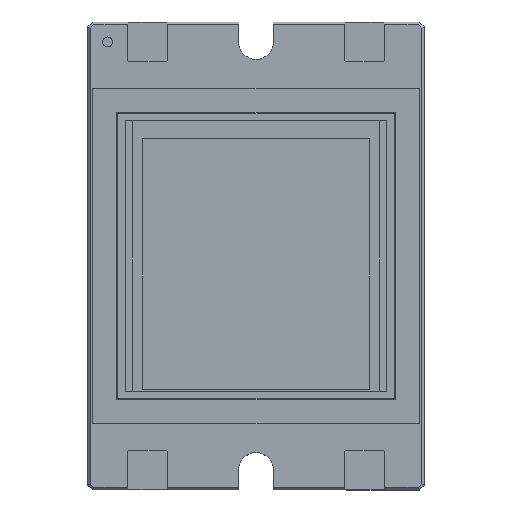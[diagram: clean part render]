
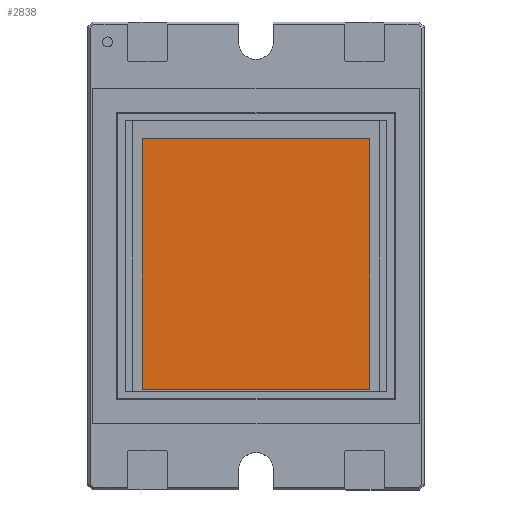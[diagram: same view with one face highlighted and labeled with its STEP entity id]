
A CAD part, top view. The second image highlights one B-rep face of the part: STEP entity #2838.
In plain terms, the highlighted planar face has unit normal (0, 0, 1).
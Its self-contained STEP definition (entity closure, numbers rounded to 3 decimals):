
#2708=CARTESIAN_POINT('',(-11.4,11.8,1.75));
#2709=VERTEX_POINT('',#2708);
#2710=CARTESIAN_POINT('',(11.4,11.8,1.75));
#2711=VERTEX_POINT('',#2710);
#2712=CARTESIAN_POINT('',(-11.4,11.8,1.75));
#2713=DIRECTION('',(1.0,0.0,0.0));
#2714=VECTOR('',#2713,22.8);
#2715=LINE('',#2712,#2714);
#2716=EDGE_CURVE('',#2709,#2711,#2715,.T.);
#2748=CARTESIAN_POINT('',(11.4,-13.4,1.75));
#2749=VERTEX_POINT('',#2748);
#2750=CARTESIAN_POINT('',(11.4,11.8,1.75));
#2751=DIRECTION('',(0.0,-1.0,0.0));
#2752=VECTOR('',#2751,25.2);
#2753=LINE('',#2750,#2752);
#2754=EDGE_CURVE('',#2711,#2749,#2753,.T.);
#2779=CARTESIAN_POINT('',(-11.4,-13.4,1.75));
#2780=VERTEX_POINT('',#2779);
#2781=CARTESIAN_POINT('',(11.4,-13.4,1.75));
#2782=DIRECTION('',(-1.0,0.0,0.0));
#2783=VECTOR('',#2782,22.8);
#2784=LINE('',#2781,#2783);
#2785=EDGE_CURVE('',#2749,#2780,#2784,.T.);
#2810=CARTESIAN_POINT('',(-11.4,-13.4,1.75));
#2811=DIRECTION('',(0.0,1.0,0.0));
#2812=VECTOR('',#2811,25.2);
#2813=LINE('',#2810,#2812);
#2814=EDGE_CURVE('',#2780,#2709,#2813,.T.);
#2827=CARTESIAN_POINT('',(0.,-0.8,1.75));
#2828=DIRECTION('',(0.0,0.0,1.0));
#2829=DIRECTION('',(0.0,1.0,0.0));
#2830=AXIS2_PLACEMENT_3D('',#2827,#2828,#2829);
#2831=PLANE('',#2830);
#2832=ORIENTED_EDGE('',*,*,#2716,.F.);
#2833=ORIENTED_EDGE('',*,*,#2814,.F.);
#2834=ORIENTED_EDGE('',*,*,#2785,.F.);
#2835=ORIENTED_EDGE('',*,*,#2754,.F.);
#2836=EDGE_LOOP('',(#2832,#2833,#2834,#2835));
#2837=FACE_OUTER_BOUND('',#2836,.T.);
#2838=ADVANCED_FACE('',(#2837),#2831,.T.);
